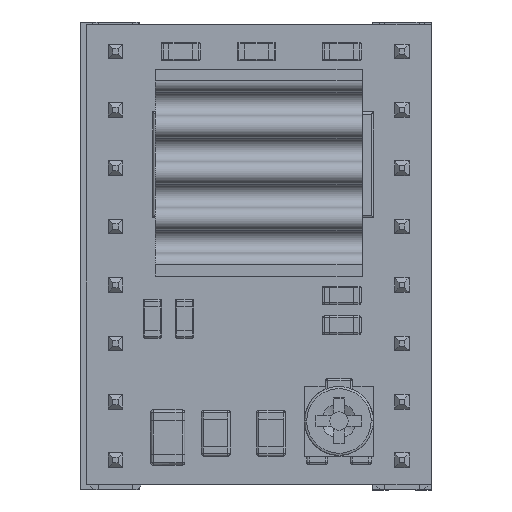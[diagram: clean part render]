
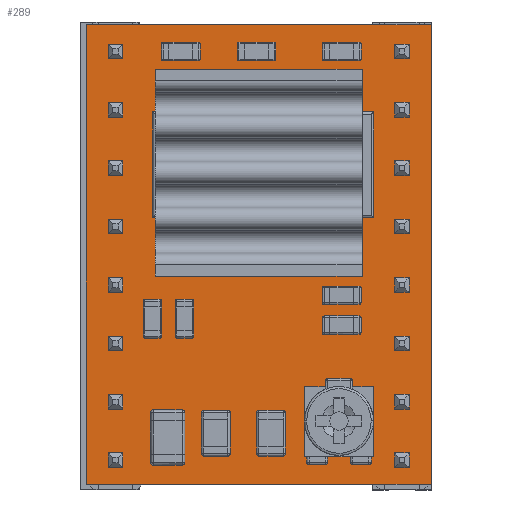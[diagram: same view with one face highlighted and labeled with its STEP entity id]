
A CAD part, top view. The second image highlights one B-rep face of the part: STEP entity #289.
In plain terms, the highlighted face is planar.
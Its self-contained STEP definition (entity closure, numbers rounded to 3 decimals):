
#264 = VERTEX_POINT('',#265);
#265 = CARTESIAN_POINT('',(7.5,1.2,-10.));
#271 = EDGE_CURVE('',#272,#264,#274,.T.);
#272 = VERTEX_POINT('',#273);
#273 = CARTESIAN_POINT('',(7.5,1.2,10.));
#274 = LINE('',#275,#276);
#275 = CARTESIAN_POINT('',(7.5,1.2,10.));
#276 = VECTOR('',#277,1.);
#277 = DIRECTION('',(0.,0.,-1.));
#289 = ADVANCED_FACE('',(#290),#315,.T.);
#290 = FACE_BOUND('',#291,.T.);
#291 = EDGE_LOOP('',(#292,#302,#308,#309));
#292 = ORIENTED_EDGE('',*,*,#293,.T.);
#293 = EDGE_CURVE('',#294,#296,#298,.T.);
#294 = VERTEX_POINT('',#295);
#295 = CARTESIAN_POINT('',(-7.5,1.2,-10.));
#296 = VERTEX_POINT('',#297);
#297 = CARTESIAN_POINT('',(-7.5,1.2,10.));
#298 = LINE('',#299,#300);
#299 = CARTESIAN_POINT('',(-7.5,1.2,-10.));
#300 = VECTOR('',#301,1.);
#301 = DIRECTION('',(0.,0.,1.));
#302 = ORIENTED_EDGE('',*,*,#303,.T.);
#303 = EDGE_CURVE('',#296,#272,#304,.T.);
#304 = LINE('',#305,#306);
#305 = CARTESIAN_POINT('',(-7.5,1.2,10.));
#306 = VECTOR('',#307,1.);
#307 = DIRECTION('',(1.,0.,0.));
#308 = ORIENTED_EDGE('',*,*,#271,.T.);
#309 = ORIENTED_EDGE('',*,*,#310,.T.);
#310 = EDGE_CURVE('',#264,#294,#311,.T.);
#311 = LINE('',#312,#313);
#312 = CARTESIAN_POINT('',(7.5,1.2,-10.));
#313 = VECTOR('',#314,1.);
#314 = DIRECTION('',(-1.,0.,0.));
#315 = PLANE('',#316);
#316 = AXIS2_PLACEMENT_3D('',#317,#318,#319);
#317 = CARTESIAN_POINT('',(-7.5,1.2,-10.));
#318 = DIRECTION('',(0.,1.,0.));
#319 = DIRECTION('',(0.,0.,-1.));
